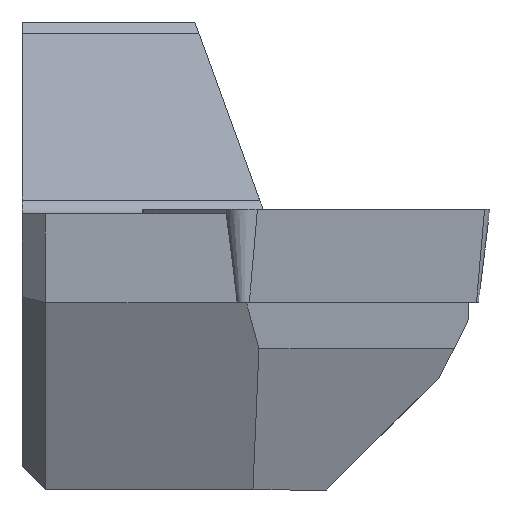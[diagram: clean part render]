
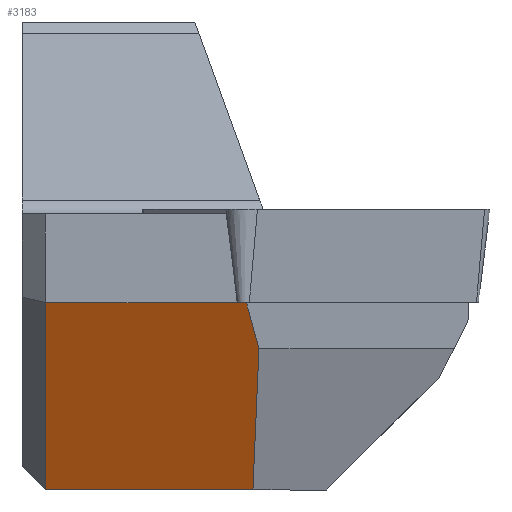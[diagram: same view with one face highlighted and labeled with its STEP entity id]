
A CAD part, left-side view. The second image highlights one B-rep face of the part: STEP entity #3183.
In plain terms, the highlighted planar face has unit normal (-0.903, 0.079, -0.423).
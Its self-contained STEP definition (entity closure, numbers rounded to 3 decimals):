
#72 = ORIENTED_EDGE ( 'NONE', *, *, #1822, .T. ) ;
#74 = VECTOR ( 'NONE', #1036, 1000. ) ;
#77 = CARTESIAN_POINT ( 'NONE',  ( 1.479, -10.125, -5.97 ) ) ;
#85 = VECTOR ( 'NONE', #2913, 1000. ) ;
#93 = DIRECTION ( 'NONE',  ( 0.087, 0.996, 0. ) ) ;
#119 = CARTESIAN_POINT ( 'NONE',  ( 1.358, -1., -4.005 ) ) ;
#167 = AXIS2_PLACEMENT_3D ( 'NONE', #972, #2720, #2968 ) ;
#474 = VERTEX_POINT ( 'NONE', #1891 ) ;
#528 = LINE ( 'NONE', #119, #2922 ) ;
#690 = CARTESIAN_POINT ( 'NONE',  ( 14.992, -8.897, -34.608 ) ) ;
#895 = DIRECTION ( 'NONE',  ( -0.394, 0.24, 0.887 ) ) ;
#908 = VERTEX_POINT ( 'NONE', #1167 ) ;
#972 = CARTESIAN_POINT ( 'NONE',  ( -2.738, -90.596, -12. ) ) ;
#1036 = DIRECTION ( 'NONE',  ( 0.087, 0.996, 0. ) ) ;
#1047 = VERTEX_POINT ( 'NONE', #2742 ) ;
#1057 = DIRECTION ( 'NONE',  ( 0.424, 0., -0.906 ) ) ;
#1167 = CARTESIAN_POINT ( 'NONE',  ( 5.099, -1.009, -12. ) ) ;
#1181 = ORIENTED_EDGE ( 'NONE', *, *, #2003, .T. ) ;
#1234 = VECTOR ( 'NONE', #895, 1000. ) ;
#1323 = CARTESIAN_POINT ( 'NONE',  ( 4.647, -1.009, -11.034 ) ) ;
#1389 = ORIENTED_EDGE ( 'NONE', *, *, #2479, .F. ) ;
#1405 = VECTOR ( 'NONE', #1057, 1000. ) ;
#1665 = EDGE_CURVE ( 'NONE', #2637, #908, #1986, .T. ) ;
#1822 = EDGE_CURVE ( 'NONE', #474, #1047, #528, .T. ) ;
#1891 = CARTESIAN_POINT ( 'NONE',  ( 0.606, -9.593, -4.005 ) ) ;
#1907 = LINE ( 'NONE', #2895, #1234 ) ;
#1986 = LINE ( 'NONE', #2796, #74 ) ;
#1996 = LINE ( 'NONE', #1323, #1405 ) ;
#2003 = EDGE_CURVE ( 'NONE', #2763, #474, #1907, .T. ) ;
#2231 = LINE ( 'NONE', #690, #85 ) ;
#2468 = FACE_OUTER_BOUND ( 'NONE', #2795, .T. ) ;
#2476 = PLANE ( 'NONE',  #167 ) ;
#2479 = EDGE_CURVE ( 'NONE', #2763, #2637, #2231, .T. ) ;
#2597 = ORIENTED_EDGE ( 'NONE', *, *, #1665, .F. ) ;
#2598 = ORIENTED_EDGE ( 'NONE', *, *, #2750, .T. ) ;
#2637 = VERTEX_POINT ( 'NONE', #2966 ) ;
#2720 = DIRECTION ( 'NONE',  ( -0.903, 0.079, -0.423 ) ) ;
#2742 = CARTESIAN_POINT ( 'NONE',  ( 1.357, -1.009, -4.005 ) ) ;
#2750 = EDGE_CURVE ( 'NONE', #1047, #908, #1996, .T. ) ;
#2763 = VERTEX_POINT ( 'NONE', #77 ) ;
#2795 = EDGE_LOOP ( 'NONE', ( #72, #2598, #2597, #1389, #1181 ) ) ;
#2796 = CARTESIAN_POINT ( 'NONE',  ( -2.738, -90.596, -12. ) ) ;
#2895 = CARTESIAN_POINT ( 'NONE',  ( -1.797, -8.129, 1.402 ) ) ;
#2913 = DIRECTION ( 'NONE',  ( 0.426, 0.039, -0.904 ) ) ;
#2922 = VECTOR ( 'NONE', #93, 1000. ) ;
#2966 = CARTESIAN_POINT ( 'NONE',  ( 4.324, -9.867, -12. ) ) ;
#2968 = DIRECTION ( 'NONE',  ( -0.424, 0., 0.906 ) ) ;
#3183 = ADVANCED_FACE ( 'NONE', ( #2468 ), #2476, .T. ) ;
